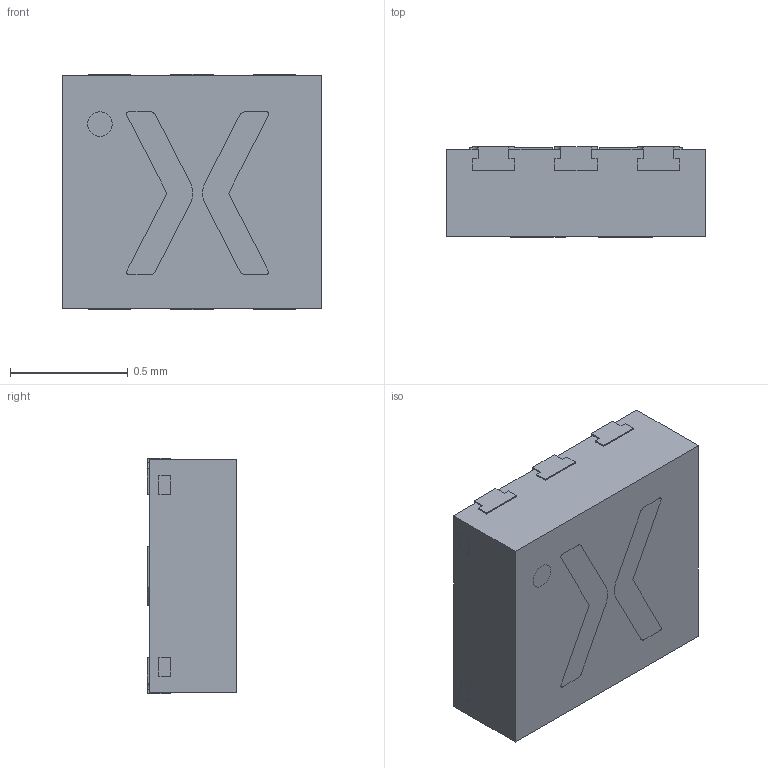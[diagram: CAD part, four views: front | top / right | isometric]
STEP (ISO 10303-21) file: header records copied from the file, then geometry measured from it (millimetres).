
FILE_DESCRIPTION (( '3D model for products with SOT1216 package' ), '1' );
FILE_NAME ('SOT1216.STEP', '2018-09-13T10:05:08', ( 'Packaging R&D' ), ( 'Nexperia' ), 'SwSTEP 2.0', 'SolidWorks 2018', '' );
FILE_SCHEMA (( 'AUTOMOTIVE_DESIGN' ));
Length unit declared in the file: millimetre
Products named in the file (4): Nexperia logo; SOT1216 Body; SOT1216 LF; SOT1216 step
Assembly tree (3 placements, depth 2):
  SOT1216 step
    SOT1216 LF
    SOT1216 Body
    Nexperia logo
Bounding box: 1.1 x 0.38 x 1 mm (x, y, z)
Volume: 0.4 mm3; surface area: 6.4 mm2
Topology: 12 solids, 12 shells, 299 faces, 829 edges, 552 vertices
Faces by surface type: plane 226, cylinder 73
Entity records: 11702 total; most frequent: CARTESIAN_POINT 1686, ORIENTED_EDGE 1658, DIRECTION 1585, EDGE_CURVE 829, LINE 683, VECTOR 683, VERTEX_POINT 552, AXIS2_PLACEMENT_3D 451
